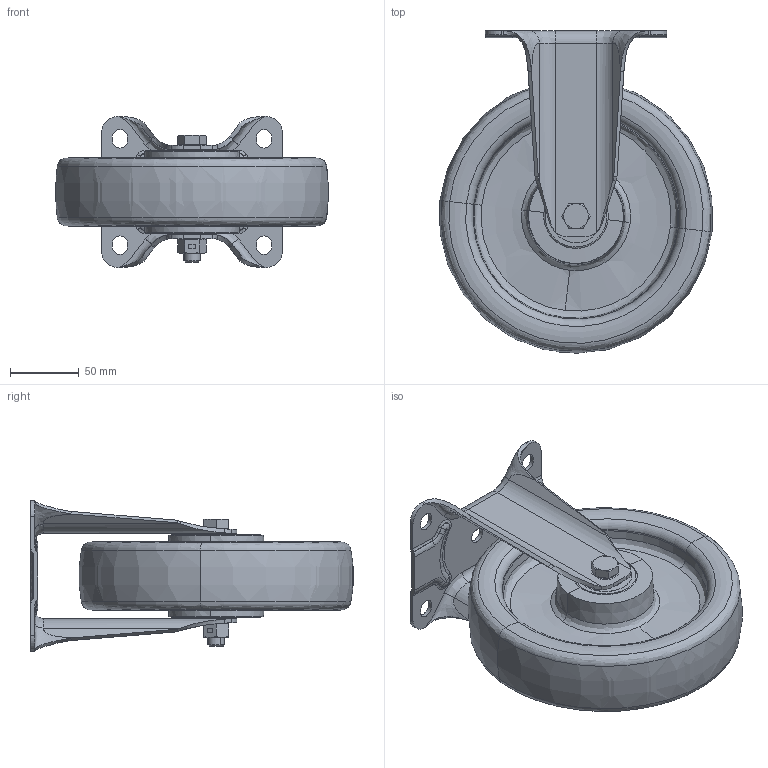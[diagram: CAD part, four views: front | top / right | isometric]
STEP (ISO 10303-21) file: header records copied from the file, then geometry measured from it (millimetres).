
FILE_DESCRIPTION (( 'STEP AP214' ), '1' );
FILE_NAME ('0055692.step', '2024-11-13T09:14:42', ( '' ), ( '' ), 'SwSTEP 2.0', 'SolidWorks 2020', '' );
FILE_SCHEMA (( 'AUTOMOTIVE_DESIGN' ));
Length unit declared in the file: millimetre
Products named in the file (1): 0055692
Bounding box: 198.32 x 234.82 x 110 mm (x, y, z)
Surface area: 420110.7 mm2 (no closed solid volume)
Topology: 0 solids, 20 shells, 605 faces, 1443 edges, 854 vertices
Faces by surface type: bspline 177, plane 162, cylinder 124, cone 82, torus 60
Entity records: 35909 total; most frequent: CARTESIAN_POINT 15986, ORIENTED_EDGE 2830, DIRECTION 2632, EDGE_CURVE 1435, AXIS2_PLACEMENT_3D 1074, VERTEX_POINT 854, EDGE_LOOP 663, CIRCLE 645
